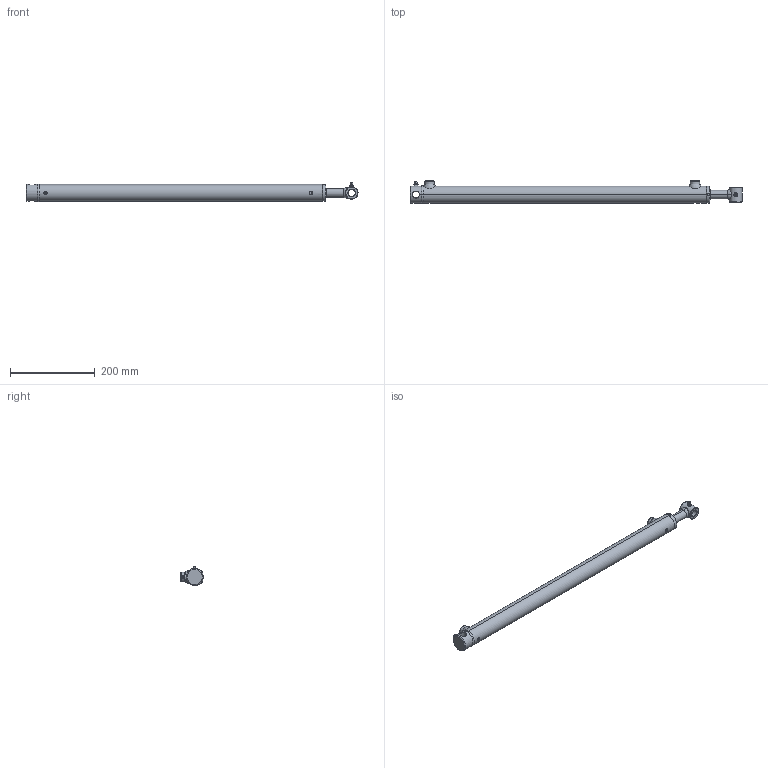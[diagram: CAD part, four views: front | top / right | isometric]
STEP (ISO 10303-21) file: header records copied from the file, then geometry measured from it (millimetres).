
FILE_DESCRIPTION (( 'STEP AP203' ), '1' );
FILE_NAME ('700.600.STEP', '2012-02-13T08:07:30', ( 'Chapel' ), ( '' ), 'SwSTEP 2.0', 'SolidWorks 2007', '' );
FILE_SCHEMA (( 'CONFIG_CONTROL_DESIGN' ));
Length unit declared in the file: millimetre
Products named in the file (1): 700.600
Bounding box: 784 x 53.58 x 45.58 mm (x, y, z)
Surface area: 213718.3 mm2 (no closed solid volume)
Topology: 0 solids, 19 shells, 122 faces, 332 edges, 223 vertices
Faces by surface type: cylinder 38, cone 35, plane 29, torus 18, sphere 2
Entity records: 5122 total; most frequent: CARTESIAN_POINT 1934, DIRECTION 710, ORIENTED_EDGE 541, EDGE_CURVE 332, AXIS2_PLACEMENT_3D 291, VERTEX_POINT 223, CIRCLE 168, EDGE_LOOP 144
